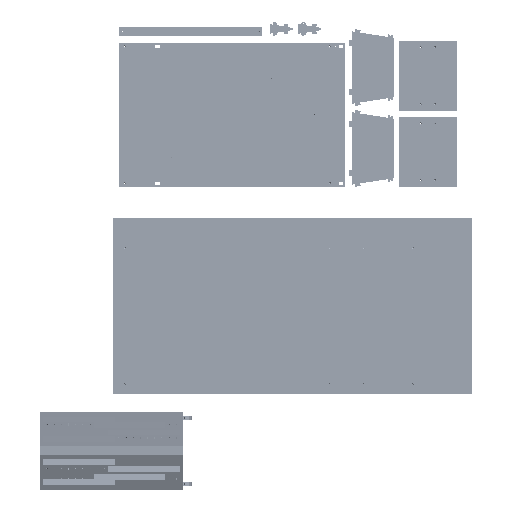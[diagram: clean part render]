
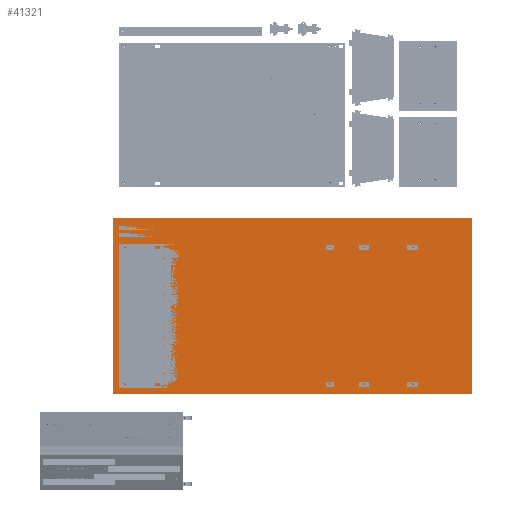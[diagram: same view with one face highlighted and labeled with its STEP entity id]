
A CAD part, top view. The second image highlights one B-rep face of the part: STEP entity #41321.
In plain terms, the highlighted planar face has unit normal (0, 0, 1).
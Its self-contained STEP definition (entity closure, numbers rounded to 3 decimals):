
#6942=FACE_OUTER_BOUND('',#10326,.T.);
#10326=EDGE_LOOP('',(#32834,#32835,#32836,#32837));
#13723=LINE('',#69025,#16610);
#13726=LINE('',#69031,#16613);
#13729=LINE('',#69037,#16616);
#13732=LINE('',#69041,#16619);
#16610=VECTOR('',#55718,10.);
#16613=VECTOR('',#55723,10.);
#16616=VECTOR('',#55728,10.);
#16619=VECTOR('',#55733,10.);
#19885=VERTEX_POINT('',#69022);
#19886=VERTEX_POINT('',#69024);
#19888=VERTEX_POINT('',#69030);
#19890=VERTEX_POINT('',#69036);
#24490=EDGE_CURVE('',#19886,#19885,#13723,.T.);
#24493=EDGE_CURVE('',#19888,#19886,#13726,.T.);
#24496=EDGE_CURVE('',#19890,#19888,#13729,.T.);
#24499=EDGE_CURVE('',#19885,#19890,#13732,.T.);
#32834=ORIENTED_EDGE('',*,*,#24499,.T.);
#32835=ORIENTED_EDGE('',*,*,#24496,.T.);
#32836=ORIENTED_EDGE('',*,*,#24493,.T.);
#32837=ORIENTED_EDGE('',*,*,#24490,.T.);
#39140=PLANE('',#45910);
#41321=ADVANCED_FACE('',(#6942),#39140,.T.);
#45910=AXIS2_PLACEMENT_3D('',#69042,#55734,#55735);
#55718=DIRECTION('',(0.,-1.,0.));
#55723=DIRECTION('',(-1.,0.,0.));
#55728=DIRECTION('',(0.,1.,0.));
#55733=DIRECTION('',(1.,0.,0.));
#55734=DIRECTION('center_axis',(0.,0.,1.));
#55735=DIRECTION('ref_axis',(1.,0.,0.));
#69022=CARTESIAN_POINT('',(10.,400.,18.));
#69024=CARTESIAN_POINT('',(10.,1620.,18.));
#69025=CARTESIAN_POINT('',(10.,400.,18.));
#69030=CARTESIAN_POINT('',(2510.,1620.,18.));
#69031=CARTESIAN_POINT('',(10.,1620.,18.));
#69036=CARTESIAN_POINT('',(2510.,400.,18.));
#69037=CARTESIAN_POINT('',(2510.,1620.,18.));
#69041=CARTESIAN_POINT('',(2510.,400.,18.));
#69042=CARTESIAN_POINT('Origin',(1260.,1010.,18.));
